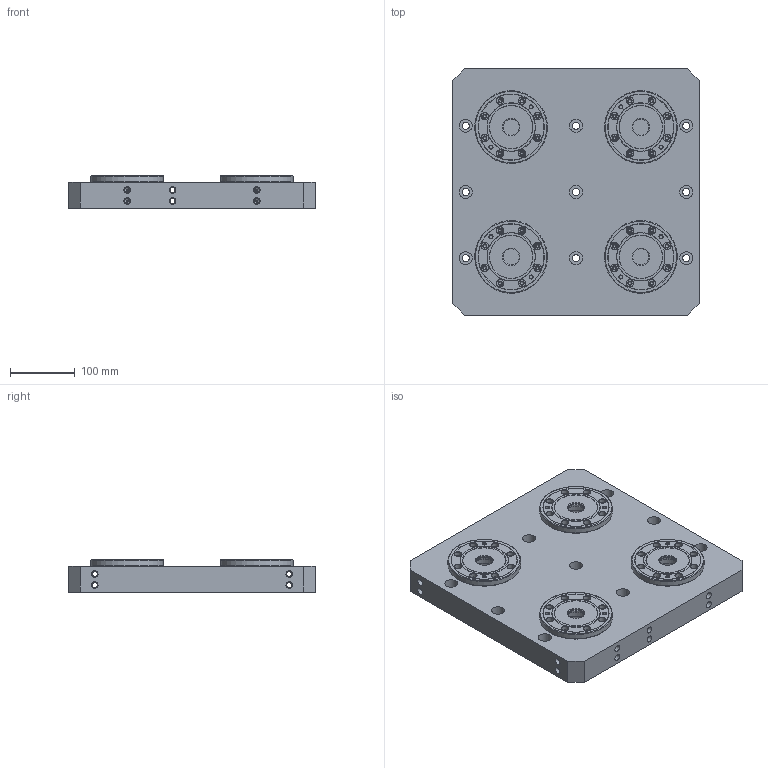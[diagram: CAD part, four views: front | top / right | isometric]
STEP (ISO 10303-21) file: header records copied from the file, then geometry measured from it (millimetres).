
FILE_DESCRIPTION(/* description */ (''),/* implementation_level */ '2;1');
FILE_NAME(/* name */ '',/* time_stamp */ '2021-07-03T09:31:40+08:00',/* author */ (''),/* organization */ (''),/* preprocessor_version */ 'ST-DEVELOPER v11',/* originating_system */ 'SIEMENS PLM Software NX 7.0',/* authorisation */ '');
FILE_SCHEMA (('CONFIG_CONTROL_DESIGN'));
Length unit declared in the file: millimetre
Products named in the file (1): Admi1727gcgg
Bounding box: 380 x 380 x 50 mm (x, y, z)
Volume: 5306006.5 mm3; surface area: 608011.4 mm2
Topology: 5 solids, 5 shells, 887 faces, 2185 edges, 1397 vertices
Faces by surface type: cylinder 288, cone 264, plane 247, bspline 48, torus 40
Full cylindrical faces by diameter (mm): 3 x8, 5 x32, 5.3 x8, 6 x32, 6.5 x32, 8 x38, 11 x89, 20 x9, 25 x4, 30.8 x4, 32 x4, 42 x4, 74.6 x4, 77.6 x4, 77.8 x4, 78 x8, 112 x4
Entity records: 23652 total; most frequent: CARTESIAN_POINT 5960, DIRECTION 3728, ORIENTED_EDGE 2856, AXIS2_PLACEMENT_3D 1852, EDGE_LOOP 1634, FACE_BOUND 1442, EDGE_CURVE 1428, VERTEX_POINT 1172
